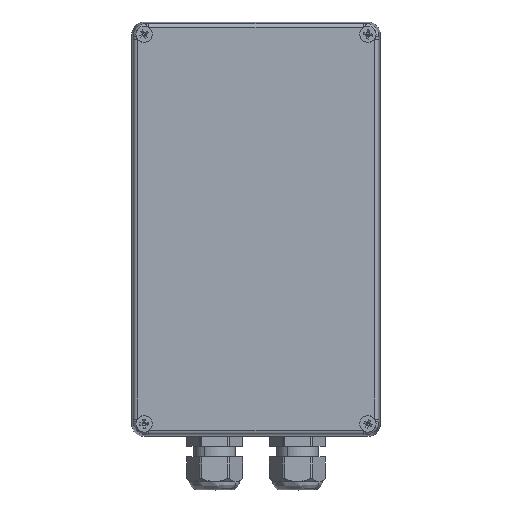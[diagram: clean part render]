
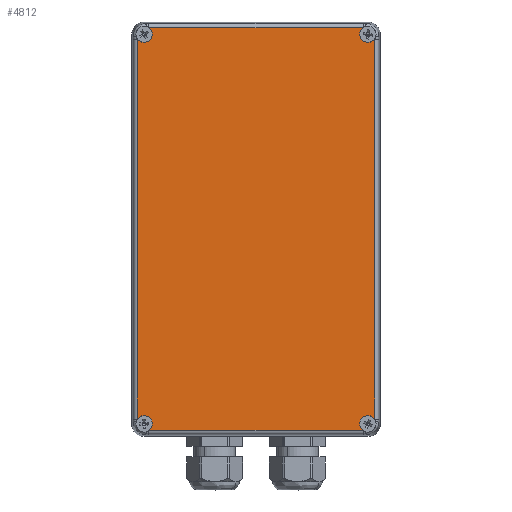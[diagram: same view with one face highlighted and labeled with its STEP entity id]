
A CAD part, top view. The second image highlights one B-rep face of the part: STEP entity #4812.
In plain terms, the highlighted planar face has unit normal (0, 0, 1).
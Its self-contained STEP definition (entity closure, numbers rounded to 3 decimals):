
#55 = CARTESIAN_POINT ( 'NONE',  ( -53.163, 97.197, 48. ) ) ;
#224 = AXIS2_PLACEMENT_3D ( 'NONE', #10918, #6775, #24998 ) ;
#472 = DIRECTION ( 'NONE',  ( 0., 0., -1. ) ) ;
#620 = DIRECTION ( 'NONE',  ( 1., 0., 0. ) ) ;
#775 = VERTEX_POINT ( 'NONE', #1166 ) ;
#888 = CARTESIAN_POINT ( 'NONE',  ( 53.163, -97.197, 48. ) ) ;
#1166 = CARTESIAN_POINT ( 'NONE',  ( 51.68, -97.197, 48. ) ) ;
#1682 = ORIENTED_EDGE ( 'NONE', *, *, #16553, .T. ) ;
#2446 = CARTESIAN_POINT ( 'NONE',  ( 51.68, 97.197, 48. ) ) ;
#2506 = FACE_OUTER_BOUND ( 'NONE', #14329, .T. ) ;
#2690 = CIRCLE ( 'NONE', #25524, 3.95 ) ;
#2817 = DIRECTION ( 'NONE',  ( -1., 0., 0. ) ) ;
#3428 = ORIENTED_EDGE ( 'NONE', *, *, #10728, .T. ) ;
#3822 = LINE ( 'NONE', #55, #17823 ) ;
#4335 = CARTESIAN_POINT ( 'NONE',  ( -54., -94., 48. ) ) ;
#4400 = CARTESIAN_POINT ( 'NONE',  ( -54., -94., 48. ) ) ;
#4612 = CARTESIAN_POINT ( 'NONE',  ( 57.197, 91.68, 48. ) ) ;
#4799 = PLANE ( 'NONE',  #18937 ) ;
#4812 = ADVANCED_FACE ( 'NONE', ( #2506 ), #4799, .T. ) ;
#4999 = AXIS2_PLACEMENT_3D ( 'NONE', #17247, #16961, #23445 ) ;
#5071 = EDGE_CURVE ( 'NONE', #21032, #8909, #23287, .T. ) ;
#5198 = DIRECTION ( 'NONE',  ( -1., 0., 0. ) ) ;
#5400 = LINE ( 'NONE', #20324, #14143 ) ;
#5807 = CIRCLE ( 'NONE', #15685, 3.95 ) ;
#5853 = CIRCLE ( 'NONE', #4999, 3.95 ) ;
#6474 = VERTEX_POINT ( 'NONE', #19747 ) ;
#6775 = DIRECTION ( 'NONE',  ( 0., 0., -1. ) ) ;
#7087 = ORIENTED_EDGE ( 'NONE', *, *, #15594, .T. ) ;
#8387 = LINE ( 'NONE', #23056, #14182 ) ;
#8442 = EDGE_CURVE ( 'NONE', #15897, #26390, #8387, .T. ) ;
#8504 = DIRECTION ( 'NONE',  ( 0., 0., -1. ) ) ;
#8909 = VERTEX_POINT ( 'NONE', #18898 ) ;
#9086 = DIRECTION ( 'NONE',  ( 1., 0., 0. ) ) ;
#9349 = ORIENTED_EDGE ( 'NONE', *, *, #25963, .T. ) ;
#9499 = AXIS2_PLACEMENT_3D ( 'NONE', #4335, #8504, #19106 ) ;
#9719 = ORIENTED_EDGE ( 'NONE', *, *, #14773, .T. ) ;
#10005 = CARTESIAN_POINT ( 'NONE',  ( 50.05, -94., 48. ) ) ;
#10176 = ORIENTED_EDGE ( 'NONE', *, *, #8442, .T. ) ;
#10728 = EDGE_CURVE ( 'NONE', #6474, #21032, #5400, .T. ) ;
#10918 = CARTESIAN_POINT ( 'NONE',  ( 54., -94., 48. ) ) ;
#11647 = ORIENTED_EDGE ( 'NONE', *, *, #15072, .T. ) ;
#11808 = CIRCLE ( 'NONE', #224, 3.95 ) ;
#11937 = VERTEX_POINT ( 'NONE', #2446 ) ;
#12728 = ORIENTED_EDGE ( 'NONE', *, *, #22669, .T. ) ;
#13080 = CARTESIAN_POINT ( 'NONE',  ( -51.68, -97.197, 48. ) ) ;
#13235 = AXIS2_PLACEMENT_3D ( 'NONE', #24876, #472, #22958 ) ;
#13645 = VERTEX_POINT ( 'NONE', #13692 ) ;
#13654 = CARTESIAN_POINT ( 'NONE',  ( -54., 94., 48. ) ) ;
#13692 = CARTESIAN_POINT ( 'NONE',  ( -51.68, 97.197, 48. ) ) ;
#13755 = VERTEX_POINT ( 'NONE', #15721 ) ;
#14086 = CIRCLE ( 'NONE', #13235, 3.95 ) ;
#14135 = VERTEX_POINT ( 'NONE', #17850 ) ;
#14143 = VECTOR ( 'NONE', #15629, 1000. ) ;
#14182 = VECTOR ( 'NONE', #16321, 1000. ) ;
#14329 = EDGE_LOOP ( 'NONE', ( #9719, #26338, #26362, #9349, #12728, #3428, #22967, #20978, #1682, #11647, #7087, #10176 ) ) ;
#14773 = EDGE_CURVE ( 'NONE', #26390, #14135, #5853, .T. ) ;
#15072 = EDGE_CURVE ( 'NONE', #775, #22834, #18302, .T. ) ;
#15539 = EDGE_CURVE ( 'NONE', #11937, #13645, #3822, .T. ) ;
#15594 = EDGE_CURVE ( 'NONE', #22834, #15897, #11808, .T. ) ;
#15629 = DIRECTION ( 'NONE',  ( 0., -1., 0. ) ) ;
#15685 = AXIS2_PLACEMENT_3D ( 'NONE', #4400, #23649, #5198 ) ;
#15721 = CARTESIAN_POINT ( 'NONE',  ( -50.05, 94., 48. ) ) ;
#15897 = VERTEX_POINT ( 'NONE', #20465 ) ;
#16074 = DIRECTION ( 'NONE',  ( -1., 0., 0. ) ) ;
#16321 = DIRECTION ( 'NONE',  ( 0., 1., 0. ) ) ;
#16553 = EDGE_CURVE ( 'NONE', #18660, #775, #21356, .T. ) ;
#16897 = DIRECTION ( 'NONE',  ( -1., 0., 0. ) ) ;
#16961 = DIRECTION ( 'NONE',  ( 0., 0., -1. ) ) ;
#17247 = CARTESIAN_POINT ( 'NONE',  ( 54., 94., 48. ) ) ;
#17823 = VECTOR ( 'NONE', #16074, 1000. ) ;
#17850 = CARTESIAN_POINT ( 'NONE',  ( 50.05, 94., 48. ) ) ;
#18302 = CIRCLE ( 'NONE', #22606, 3.95 ) ;
#18660 = VERTEX_POINT ( 'NONE', #13080 ) ;
#18898 = CARTESIAN_POINT ( 'NONE',  ( -50.05, -94., 48. ) ) ;
#18937 = AXIS2_PLACEMENT_3D ( 'NONE', #25788, #19815, #620 ) ;
#18954 = DIRECTION ( 'NONE',  ( 0., 0., -1. ) ) ;
#19106 = DIRECTION ( 'NONE',  ( -1., 0., 0. ) ) ;
#19747 = CARTESIAN_POINT ( 'NONE',  ( -57.197, 91.68, 48. ) ) ;
#19815 = DIRECTION ( 'NONE',  ( 0., 0., 1. ) ) ;
#20324 = CARTESIAN_POINT ( 'NONE',  ( -57.197, -93.163, 48. ) ) ;
#20465 = CARTESIAN_POINT ( 'NONE',  ( 57.197, -91.68, 48. ) ) ;
#20838 = VECTOR ( 'NONE', #9086, 1000. ) ;
#20978 = ORIENTED_EDGE ( 'NONE', *, *, #23511, .T. ) ;
#21032 = VERTEX_POINT ( 'NONE', #24244 ) ;
#21258 = CARTESIAN_POINT ( 'NONE',  ( 54., -94., 48. ) ) ;
#21356 = LINE ( 'NONE', #888, #20838 ) ;
#22130 = DIRECTION ( 'NONE',  ( -1., 0., 0. ) ) ;
#22484 = EDGE_CURVE ( 'NONE', #14135, #11937, #23346, .T. ) ;
#22606 = AXIS2_PLACEMENT_3D ( 'NONE', #21258, #18954, #2817 ) ;
#22669 = EDGE_CURVE ( 'NONE', #13755, #6474, #2690, .T. ) ;
#22834 = VERTEX_POINT ( 'NONE', #10005 ) ;
#22958 = DIRECTION ( 'NONE',  ( -1., 0., 0. ) ) ;
#22967 = ORIENTED_EDGE ( 'NONE', *, *, #5071, .T. ) ;
#22968 = DIRECTION ( 'NONE',  ( 0., 0., -1. ) ) ;
#23056 = CARTESIAN_POINT ( 'NONE',  ( 57.197, 93.163, 48. ) ) ;
#23287 = CIRCLE ( 'NONE', #9499, 3.95 ) ;
#23346 = CIRCLE ( 'NONE', #25071, 3.95 ) ;
#23445 = DIRECTION ( 'NONE',  ( -1., 0., 0. ) ) ;
#23511 = EDGE_CURVE ( 'NONE', #8909, #18660, #5807, .T. ) ;
#23512 = CARTESIAN_POINT ( 'NONE',  ( 54., 94., 48. ) ) ;
#23649 = DIRECTION ( 'NONE',  ( 0., 0., -1. ) ) ;
#24244 = CARTESIAN_POINT ( 'NONE',  ( -57.197, -91.68, 48. ) ) ;
#24876 = CARTESIAN_POINT ( 'NONE',  ( -54., 94., 48. ) ) ;
#24998 = DIRECTION ( 'NONE',  ( -1., 0., 0. ) ) ;
#25071 = AXIS2_PLACEMENT_3D ( 'NONE', #23512, #22968, #16897 ) ;
#25524 = AXIS2_PLACEMENT_3D ( 'NONE', #13654, #25818, #22130 ) ;
#25788 = CARTESIAN_POINT ( 'NONE',  ( 0., 0., 48. ) ) ;
#25818 = DIRECTION ( 'NONE',  ( 0., 0., -1. ) ) ;
#25963 = EDGE_CURVE ( 'NONE', #13645, #13755, #14086, .T. ) ;
#26338 = ORIENTED_EDGE ( 'NONE', *, *, #22484, .T. ) ;
#26362 = ORIENTED_EDGE ( 'NONE', *, *, #15539, .T. ) ;
#26390 = VERTEX_POINT ( 'NONE', #4612 ) ;
